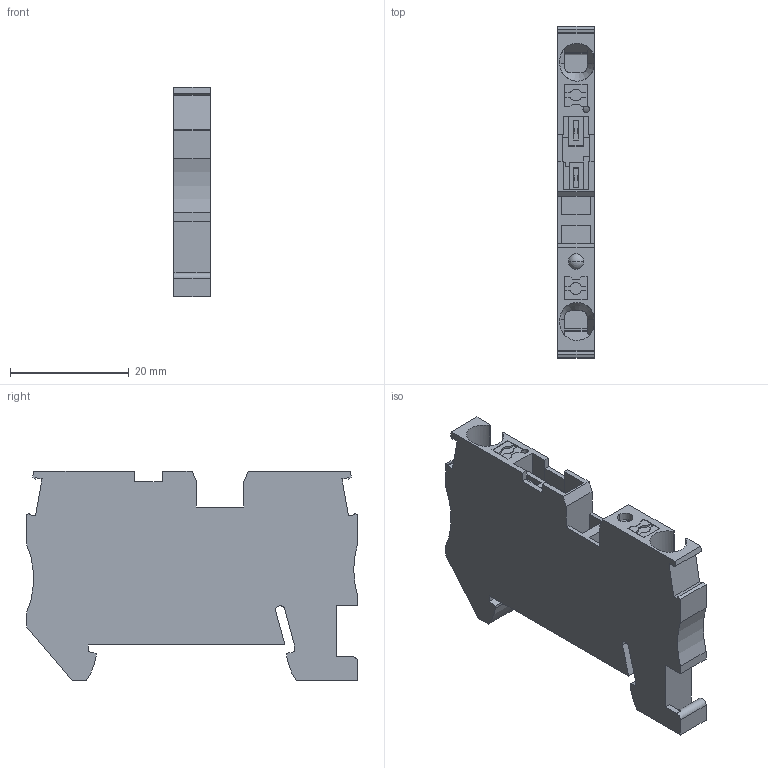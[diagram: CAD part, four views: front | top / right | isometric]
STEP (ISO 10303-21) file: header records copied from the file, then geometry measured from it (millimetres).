
FILE_DESCRIPTION(('Creo Elements/Direct Modeling STEP Export'),'2;1');
FILE_NAME('model.stp','2019-03-21T 1:01:42',(''),(''),'Creo Elements/Direct Modeling STEP processor for AP214 (Solid Model)','Creo Elements/Direct Modeling 20.1A 29-Sep-2018 (C) Parametric Technology GmbH','');
FILE_SCHEMA(('AUTOMOTIVE_DESIGN { 1 0 10303 214 1 1 1 1 }'));
Length unit declared in the file: millimetre
Products named in the file (2): PT_4_FSI_F_LED_12-select
Assembly tree (1 placements, depth 2):
  PT_4_FSI_F_LED_12-select
    PT_4_FSI_F_LED_12-select
Bounding box: 6.15 x 55.9 x 35.25 mm (x, y, z)
Volume: 8358.3 mm3; surface area: 5993.8 mm2
Topology: 1 solids, 1 shells, 212 faces, 617 edges, 410 vertices
Faces by surface type: plane 180, cylinder 24, sphere 2, cone 2, bspline 2, torus 2
Entity records: 10565 total; most frequent: CARTESIAN_POINT 3197, ORIENTED_EDGE 1230, DIRECTION 1076, EDGE_CURVE 615, VECTOR 518, LINE 518, VERTEX_POINT 410, AXIS2_PLACEMENT_3D 279
